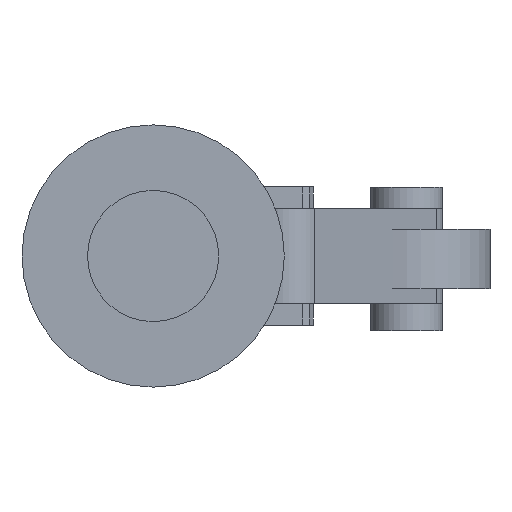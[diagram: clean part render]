
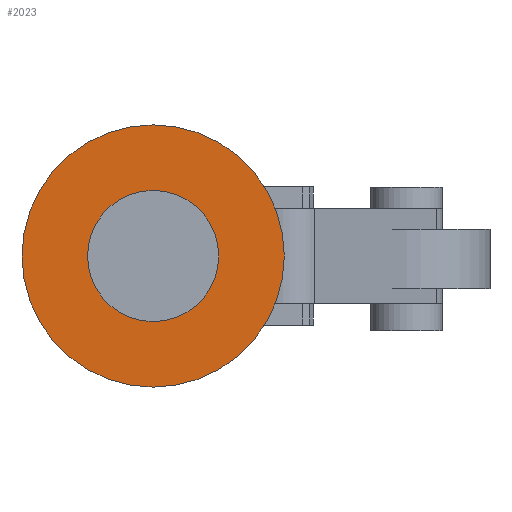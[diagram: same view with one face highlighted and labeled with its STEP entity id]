
A CAD part, front view. The second image highlights one B-rep face of the part: STEP entity #2023.
In plain terms, the highlighted planar face has unit normal (0, -1, 0).
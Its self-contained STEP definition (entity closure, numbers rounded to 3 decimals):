
#1955=CARTESIAN_POINT('',(11.,-2.5,0.));
#1956=VERTEX_POINT('',#1955);
#1972=CARTESIAN_POINT('',(-11.,-2.5,0.));
#1973=VERTEX_POINT('',#1972);
#1980=CARTESIAN_POINT('',(0.,-2.5,0.));
#1981=DIRECTION('',(0.0,-1.0,0.0));
#1982=DIRECTION('',(1.0,0.0,0.0));
#1983=AXIS2_PLACEMENT_3D('',#1980,#1981,#1982);
#1984=CIRCLE('',#1983,11.0);
#1985=EDGE_CURVE('',#1956,#1973,#1984,.T.);
#1996=CARTESIAN_POINT('',(0.,-2.5,0.));
#1997=DIRECTION('',(0.0,-1.0,0.0));
#1998=DIRECTION('',(1.0,0.0,0.0));
#1999=AXIS2_PLACEMENT_3D('',#1996,#1997,#1998);
#2000=CIRCLE('',#1999,11.0);
#2001=EDGE_CURVE('',#1973,#1956,#2000,.T.);
#2014=CARTESIAN_POINT('',(0.,-2.5,0.));
#2015=DIRECTION('',(0.0,-1.0,0.0));
#2016=DIRECTION('',(-1.0,0.0,0.0));
#2017=AXIS2_PLACEMENT_3D('',#2014,#2015,#2016);
#2018=PLANE('',#2017);
#2019=ORIENTED_EDGE('',*,*,#1985,.T.);
#2020=ORIENTED_EDGE('',*,*,#2001,.T.);
#2021=EDGE_LOOP('',(#2019,#2020));
#2022=FACE_OUTER_BOUND('',#2021,.T.);
#2023=ADVANCED_FACE('',(#2022),#2018,.T.);
